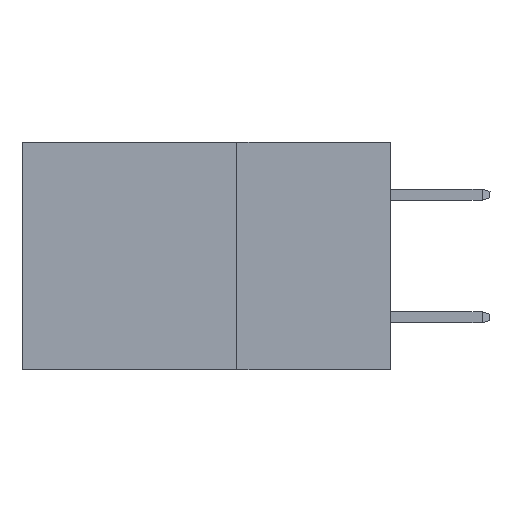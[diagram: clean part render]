
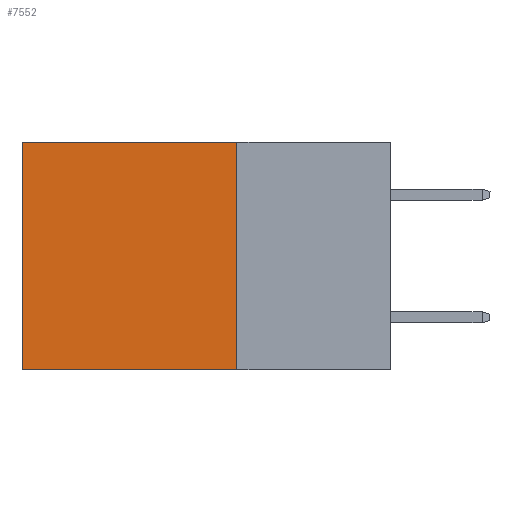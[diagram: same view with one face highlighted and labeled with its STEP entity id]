
A CAD part, left-side view. The second image highlights one B-rep face of the part: STEP entity #7552.
In plain terms, the highlighted planar face has unit normal (-1, 0, 0).
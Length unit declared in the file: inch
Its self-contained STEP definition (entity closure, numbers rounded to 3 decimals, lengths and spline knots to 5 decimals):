
#307 = VERTEX_POINT ( 'NONE', #4476 ) ;
#447 = CARTESIAN_POINT ( 'NONE',  ( 0.2875, 0.25, 0. ) ) ;
#501 = DIRECTION ( 'NONE',  ( 0., 0., -1. ) ) ;
#609 = ORIENTED_EDGE ( 'NONE', *, *, #7357, .F. ) ;
#773 = ORIENTED_EDGE ( 'NONE', *, *, #7079, .T. ) ;
#1032 = ORIENTED_EDGE ( 'NONE', *, *, #1688, .F. ) ;
#1610 = FACE_OUTER_BOUND ( 'NONE', #4310, .T. ) ;
#1614 = LINE ( 'NONE', #8747, #5187 ) ;
#1688 = EDGE_CURVE ( 'NONE', #4578, #3435, #8264, .T. ) ;
#1736 = VECTOR ( 'NONE', #7266, 39.37008 ) ;
#2376 = VERTEX_POINT ( 'NONE', #3987 ) ;
#2485 = CARTESIAN_POINT ( 'NONE',  ( 0.2875, 0.25, -0.37 ) ) ;
#2578 = AXIS2_PLACEMENT_3D ( 'NONE', #447, #6841, #2746 ) ;
#2746 = DIRECTION ( 'NONE',  ( 0., 0., -1. ) ) ;
#3435 = VERTEX_POINT ( 'NONE', #7338 ) ;
#3723 = ORIENTED_EDGE ( 'NONE', *, *, #8704, .T. ) ;
#3939 = CARTESIAN_POINT ( 'NONE',  ( 0.2875, 0.25, 0. ) ) ;
#3987 = CARTESIAN_POINT ( 'NONE',  ( 0.2875, 0.6, -0.37 ) ) ;
#4138 = CARTESIAN_POINT ( 'NONE',  ( 0.2875, 0.25, 0. ) ) ;
#4310 = EDGE_LOOP ( 'NONE', ( #3723, #609, #1032, #773 ) ) ;
#4476 = CARTESIAN_POINT ( 'NONE',  ( 0.2875, 0.6, 0. ) ) ;
#4578 = VERTEX_POINT ( 'NONE', #4138 ) ;
#4868 = DIRECTION ( 'NONE',  ( 0., 1., 0. ) ) ;
#4893 = LINE ( 'NONE', #7504, #6429 ) ;
#5187 = VECTOR ( 'NONE', #501, 39.37008 ) ;
#6429 = VECTOR ( 'NONE', #4868, 39.37008 ) ;
#6841 = DIRECTION ( 'NONE',  ( 1., 0., 0. ) ) ;
#7046 = LINE ( 'NONE', #2485, #1736 ) ;
#7079 = EDGE_CURVE ( 'NONE', #4578, #307, #4893, .T. ) ;
#7266 = DIRECTION ( 'NONE',  ( 0., 1., 0. ) ) ;
#7338 = CARTESIAN_POINT ( 'NONE',  ( 0.2875, 0.25, -0.37 ) ) ;
#7357 = EDGE_CURVE ( 'NONE', #3435, #2376, #7046, .T. ) ;
#7504 = CARTESIAN_POINT ( 'NONE',  ( 0.2875, 0.25, 0. ) ) ;
#7552 = ADVANCED_FACE ( 'NONE', ( #1610 ), #8151, .F. ) ;
#8041 = DIRECTION ( 'NONE',  ( 0., 0., -1. ) ) ;
#8079 = VECTOR ( 'NONE', #8041, 39.37008 ) ;
#8151 = PLANE ( 'NONE',  #2578 ) ;
#8264 = LINE ( 'NONE', #3939, #8079 ) ;
#8704 = EDGE_CURVE ( 'NONE', #307, #2376, #1614, .T. ) ;
#8747 = CARTESIAN_POINT ( 'NONE',  ( 0.2875, 0.6, 0. ) ) ;
